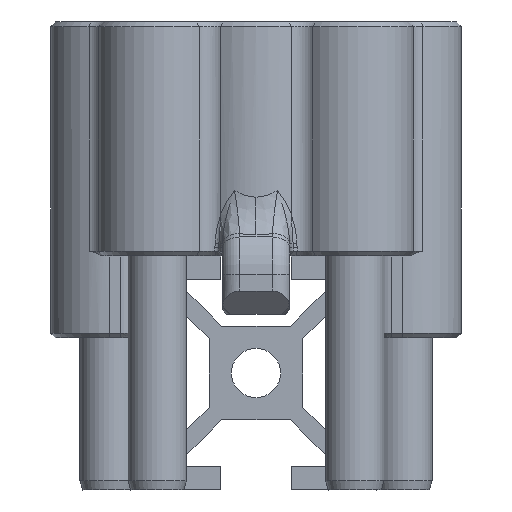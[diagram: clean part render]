
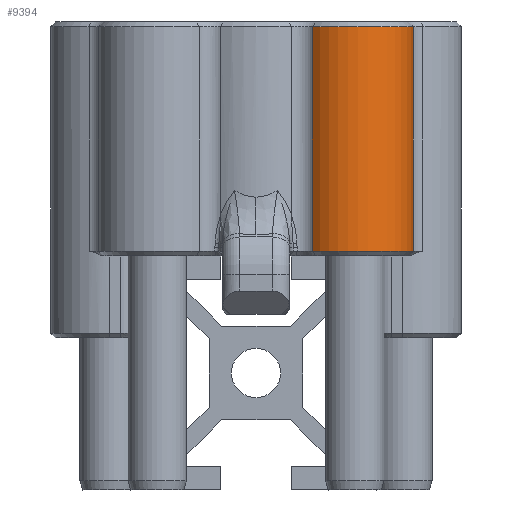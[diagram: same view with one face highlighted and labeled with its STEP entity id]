
A CAD part, front view. The second image highlights one B-rep face of the part: STEP entity #9394.
In plain terms, the highlighted cylindrical face has radius 5 mm (diameter 10 mm), a partial arc.
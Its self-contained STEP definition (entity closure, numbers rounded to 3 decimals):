
#233=CYLINDRICAL_SURFACE('',#10143,5.);
#531=CIRCLE('',#10077,5.);
#560=CIRCLE('',#10144,5.);
#1002=FACE_OUTER_BOUND('',#1600,.T.);
#1600=EDGE_LOOP('',(#6627,#6628,#6629,#6630));
#2289=LINE('',#14413,#3205);
#2290=LINE('',#14417,#3206);
#3205=VECTOR('',#11408,10.);
#3206=VECTOR('',#11413,10.);
#4086=VERTEX_POINT('',#14101);
#4087=VERTEX_POINT('',#14105);
#4135=VERTEX_POINT('',#14412);
#4136=VERTEX_POINT('',#14416);
#4981=EDGE_CURVE('',#4086,#4087,#531,.T.);
#5072=EDGE_CURVE('',#4135,#4087,#2289,.T.);
#5074=EDGE_CURVE('',#4086,#4136,#2290,.T.);
#5075=EDGE_CURVE('',#4136,#4135,#560,.T.);
#6627=ORIENTED_EDGE('',*,*,#4981,.F.);
#6628=ORIENTED_EDGE('',*,*,#5074,.T.);
#6629=ORIENTED_EDGE('',*,*,#5075,.T.);
#6630=ORIENTED_EDGE('',*,*,#5072,.T.);
#9394=ADVANCED_FACE('',(#1002),#233,.T.);
#10077=AXIS2_PLACEMENT_3D('',#14106,#11222,#11223);
#10143=AXIS2_PLACEMENT_3D('',#14415,#11411,#11412);
#10144=AXIS2_PLACEMENT_3D('',#14418,#11414,#11415);
#11222=DIRECTION('center_axis',(0.,0.,1.));
#11223=DIRECTION('ref_axis',(-0.865,-0.501,0.));
#11408=DIRECTION('',(0.,0.,1.));
#11411=DIRECTION('center_axis',(0.,0.,1.));
#11412=DIRECTION('ref_axis',(0.865,0.501,0.));
#11413=DIRECTION('',(0.,0.,-1.));
#11414=DIRECTION('center_axis',(0.,0.,1.));
#11415=DIRECTION('ref_axis',(-0.865,-0.501,0.));
#14101=CARTESIAN_POINT('',(4.818,-15.948,-0.4));
#14105=CARTESIAN_POINT('',(13.323,-11.425,-0.4));
#14106=CARTESIAN_POINT('Origin',(8.44,-12.5,-0.4));
#14412=CARTESIAN_POINT('',(13.323,-11.425,-19.6));
#14413=CARTESIAN_POINT('',(13.323,-11.425,0.));
#14415=CARTESIAN_POINT('Origin',(8.44,-12.5,0.));
#14416=CARTESIAN_POINT('',(4.818,-15.948,-19.6));
#14417=CARTESIAN_POINT('',(4.818,-15.948,0.));
#14418=CARTESIAN_POINT('Origin',(8.44,-12.5,-19.6));
